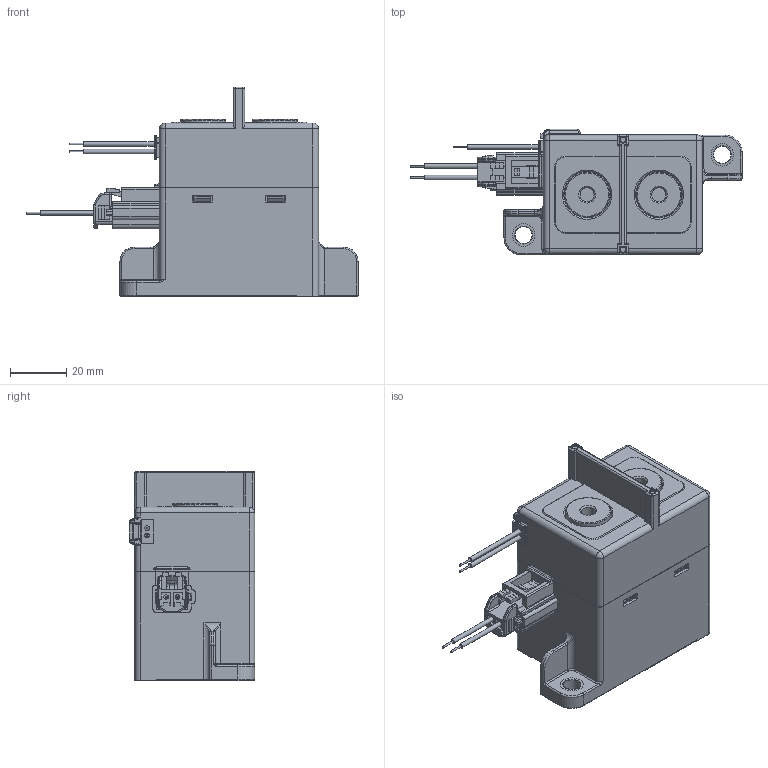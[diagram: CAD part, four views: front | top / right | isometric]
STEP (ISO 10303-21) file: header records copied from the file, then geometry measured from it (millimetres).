
FILE_DESCRIPTION(/* description */ (''),/* implementation_level */ '2;1');
FILE_NAME(/* name */ 'HCF250、300-12HC1H.stp',/* time_stamp */ '2022-05-13T14:21:05+08:00',/* author */ (''),/* organization */ (''),/* preprocessor_version */ 'ST-DEVELOPER v16.7',/* originating_system */ 'SIEMENS PLM Software NX 12.0',/* authorisation */ '');
FILE_SCHEMA (('AUTOMOTIVE_DESIGN { 1 0 10303 214 3 1 1 1 }'));
Length unit declared in the file: millimetre
Products named in the file (1): HCF250、300-12HC1H
Bounding box: 117.85 x 44.5 x 74.5 mm (x, y, z)
Volume: 154077.4 mm3; surface area: 27246.1 mm2
Topology: 5 solids, 5 shells, 1052 faces, 2812 edges, 1763 vertices
Faces by surface type: plane 657, cylinder 284, torus 42, sphere 30, bspline 21, cone 18
Full cylindrical faces by diameter (mm): 0.65 x2, 0.7 x2, 1.6 x4, 5 x2, 6 x1, 8 x2
Entity records: 33451 total; most frequent: CARTESIAN_POINT 6915, ORIENTED_EDGE 5510, DIRECTION 5286, EDGE_CURVE 2755, LINE 2050, VECTOR 2050, VERTEX_POINT 1759, AXIS2_PLACEMENT_3D 1618
